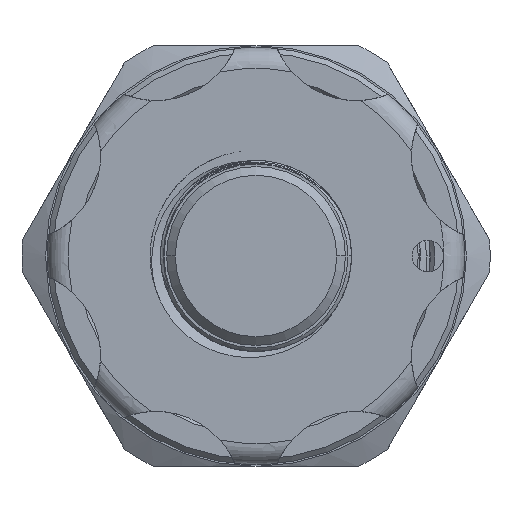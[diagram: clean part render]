
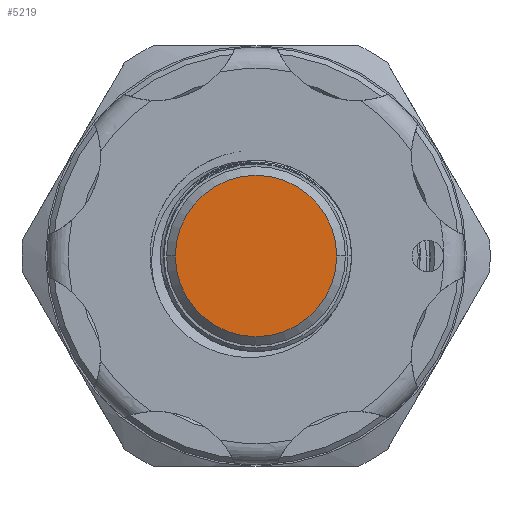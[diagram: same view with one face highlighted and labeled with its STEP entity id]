
A CAD part, left-side view. The second image highlights one B-rep face of the part: STEP entity #5219.
In plain terms, the highlighted planar face has unit normal (-1, 0, 0).
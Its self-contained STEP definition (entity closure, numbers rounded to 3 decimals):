
#614 = CARTESIAN_POINT ( 'NONE',  ( -53.854, 0., 0. ) ) ;
#615 = DIRECTION ( 'NONE',  ( -1., 0., 0. ) ) ;
#616 = DIRECTION ( 'NONE',  ( 0., -1., 0. ) ) ;
#1576 = CARTESIAN_POINT ( 'NONE',  ( -53.854, -4.6, 0. ) ) ;
#2749 = CARTESIAN_POINT ( 'NONE',  ( -53.854, 0., 0. ) ) ;
#2750 = DIRECTION ( 'NONE',  ( -1., 0., 0. ) ) ;
#2751 = DIRECTION ( 'NONE',  ( 0., -1., 0. ) ) ;
#4823 = ORIENTED_EDGE ( 'NONE', *, *, #11188, .T. ) ;
#4842 = ORIENTED_EDGE ( 'NONE', *, *, #10565, .T. ) ;
#5219 = ADVANCED_FACE ( 'NONE', ( #11001 ), #7959, .F. ) ;
#7948 = CARTESIAN_POINT ( 'NONE',  ( -53.854, 0., -5.1 ) ) ;
#7959 = PLANE ( 'NONE',  #11406 ) ;
#7965 = DIRECTION ( 'NONE',  ( 1., 0., 0. ) ) ;
#7967 = DIRECTION ( 'NONE',  ( 0., -1., 0. ) ) ;
#10444 = AXIS2_PLACEMENT_3D ( 'NONE', #2749, #2750, #2751 ) ;
#10565 = EDGE_CURVE ( 'NONE', #15052, #15176, #11652, .T. ) ;
#10645 = AXIS2_PLACEMENT_3D ( 'NONE', #614, #615, #616 ) ;
#11001 = FACE_OUTER_BOUND ( 'NONE', #16697, .T. ) ;
#11188 = EDGE_CURVE ( 'NONE', #15176, #15052, #11561, .T. ) ;
#11406 = AXIS2_PLACEMENT_3D ( 'NONE', #7948, #7965, #7967 ) ;
#11561 = CIRCLE ( 'NONE', #10645, 4.6 ) ;
#11652 = CIRCLE ( 'NONE', #10444, 4.6 ) ;
#15052 = VERTEX_POINT ( 'NONE', #16302 ) ;
#15176 = VERTEX_POINT ( 'NONE', #1576 ) ;
#16302 = CARTESIAN_POINT ( 'NONE',  ( -53.854, 4.6, 0. ) ) ;
#16697 = EDGE_LOOP ( 'NONE', ( #4823, #4842 ) ) ;
